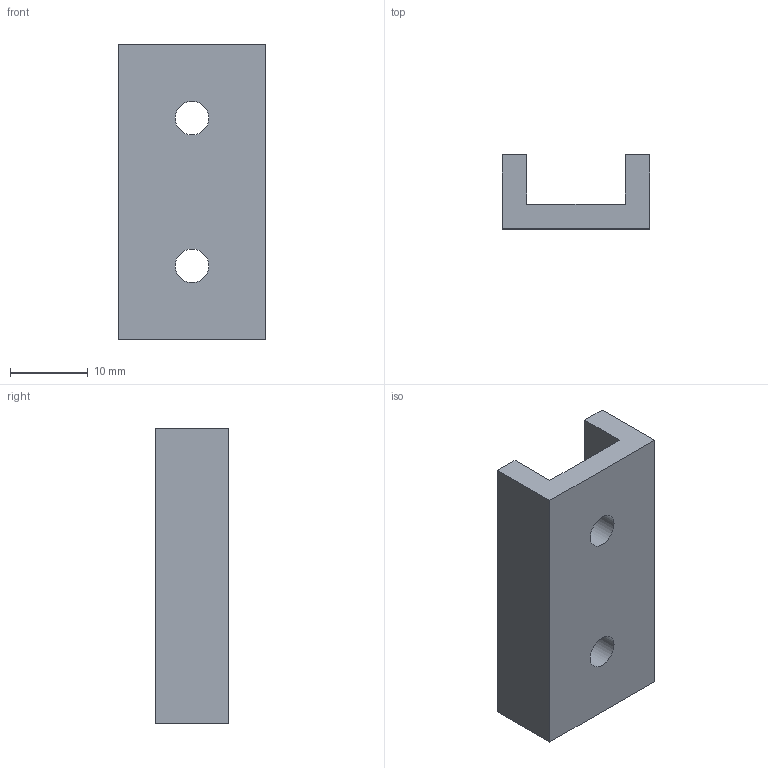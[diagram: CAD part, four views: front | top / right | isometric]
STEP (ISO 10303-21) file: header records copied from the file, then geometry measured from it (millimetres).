
FILE_DESCRIPTION(/* description */ (''),/* implementation_level */ '2;1');
FILE_NAME(/* name */ 'Acopian GB Bracket.stp',/* time_stamp */ '2020-03-09T14:34:45-04:00',/* author */ ('giordanog'),/* organization */ (''),/* preprocessor_version */ 'ST-DEVELOPER v18',/* originating_system */ 'Autodesk Inventor 2020',/* authorisation */ '');
FILE_SCHEMA (('AUTOMOTIVE_DESIGN { 1 0 10303 214 3 1 1 }'));
Length unit declared in the file: inch
Products named in the file (1): Acopian GB Bracket
Bounding box: 19.05 x 9.53 x 38.1 mm (x, y, z)
Volume: 3746.6 mm3; surface area: 2890.3 mm2
Topology: 1 solids, 1 shells, 12 faces, 32 edges, 22 vertices
Faces by surface type: plane 10, cylinder 2
Full cylindrical faces by diameter (mm): 4.343 x2
Entity records: 429 total; most frequent: CARTESIAN_POINT 67, ORIENTED_EDGE 64, DIRECTION 64, EDGE_CURVE 32, LINE 26, VECTOR 26, VERTEX_POINT 22, AXIS2_PLACEMENT_3D 19
